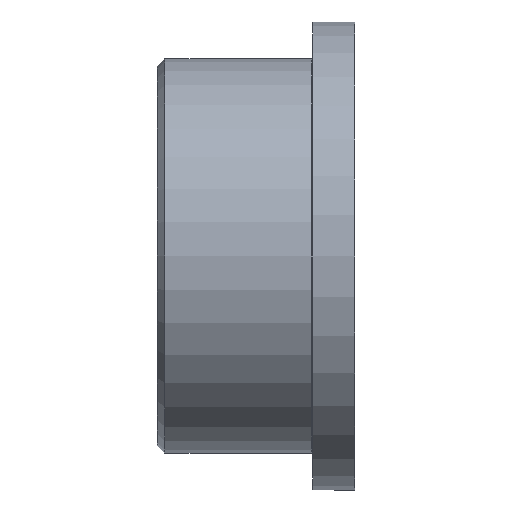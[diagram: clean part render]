
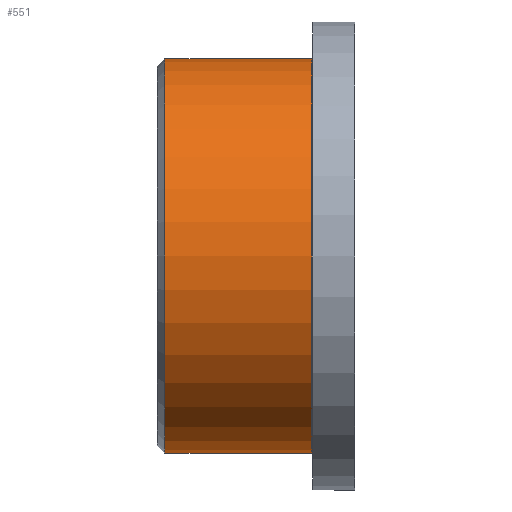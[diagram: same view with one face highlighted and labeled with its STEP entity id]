
A CAD part, front view. The second image highlights one B-rep face of the part: STEP entity #551.
In plain terms, the highlighted cylindrical face has radius 4 mm (diameter 8 mm), a partial arc.
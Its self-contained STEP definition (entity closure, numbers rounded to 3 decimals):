
#26 = DIRECTION ( 'NONE',  ( 0., 0., 1. ) ) ;
#36 = EDGE_CURVE ( 'NONE', #431, #433, #88, .T. ) ;
#48 = ORIENTED_EDGE ( 'NONE', *, *, #716, .F. ) ;
#60 = CYLINDRICAL_SURFACE ( 'NONE', #191, 4. ) ;
#88 = LINE ( 'NONE', #402, #425 ) ;
#94 = VERTEX_POINT ( 'NONE', #671 ) ;
#153 = DIRECTION ( 'NONE',  ( 1., 0., 0. ) ) ;
#170 = DIRECTION ( 'NONE',  ( 1., 0., 0. ) ) ;
#181 = AXIS2_PLACEMENT_3D ( 'NONE', #538, #153, #26 ) ;
#188 = DIRECTION ( 'NONE',  ( 0., 0., -1. ) ) ;
#191 = AXIS2_PLACEMENT_3D ( 'NONE', #568, #170, #701 ) ;
#201 = DIRECTION ( 'NONE',  ( 1., 0., 0. ) ) ;
#226 = ORIENTED_EDGE ( 'NONE', *, *, #36, .T. ) ;
#228 = DIRECTION ( 'NONE',  ( 1., 0., 0. ) ) ;
#230 = CARTESIAN_POINT ( 'NONE',  ( -3.85, 0., -4. ) ) ;
#331 = LINE ( 'NONE', #356, #770 ) ;
#348 = EDGE_CURVE ( 'NONE', #741, #431, #659, .T. ) ;
#355 = ORIENTED_EDGE ( 'NONE', *, *, #412, .F. ) ;
#356 = CARTESIAN_POINT ( 'NONE',  ( 0., 0., 4. ) ) ;
#358 = CARTESIAN_POINT ( 'NONE',  ( -0.87, 0., -4. ) ) ;
#361 = ORIENTED_EDGE ( 'NONE', *, *, #348, .T. ) ;
#382 = DIRECTION ( 'NONE',  ( 1., 0., 0. ) ) ;
#402 = CARTESIAN_POINT ( 'NONE',  ( 0., 0., -4. ) ) ;
#412 = EDGE_CURVE ( 'NONE', #741, #94, #331, .T. ) ;
#425 = VECTOR ( 'NONE', #201, 1000. ) ;
#431 = VERTEX_POINT ( 'NONE', #230 ) ;
#433 = VERTEX_POINT ( 'NONE', #358 ) ;
#439 = AXIS2_PLACEMENT_3D ( 'NONE', #782, #382, #188 ) ;
#486 = FACE_OUTER_BOUND ( 'NONE', #856, .T. ) ;
#538 = CARTESIAN_POINT ( 'NONE',  ( -3.85, 0., 0. ) ) ;
#551 = ADVANCED_FACE ( 'NONE', ( #486 ), #60, .T. ) ;
#568 = CARTESIAN_POINT ( 'NONE',  ( 0., 0., 0. ) ) ;
#659 = CIRCLE ( 'NONE', #181, 4. ) ;
#671 = CARTESIAN_POINT ( 'NONE',  ( -0.87, 0., 4. ) ) ;
#701 = DIRECTION ( 'NONE',  ( 0., 0., -1. ) ) ;
#716 = EDGE_CURVE ( 'NONE', #94, #433, #792, .T. ) ;
#741 = VERTEX_POINT ( 'NONE', #858 ) ;
#770 = VECTOR ( 'NONE', #228, 1000. ) ;
#782 = CARTESIAN_POINT ( 'NONE',  ( -0.87, 0., 0. ) ) ;
#792 = CIRCLE ( 'NONE', #439, 4. ) ;
#856 = EDGE_LOOP ( 'NONE', ( #355, #361, #226, #48 ) ) ;
#858 = CARTESIAN_POINT ( 'NONE',  ( -3.85, 0., 4. ) ) ;
